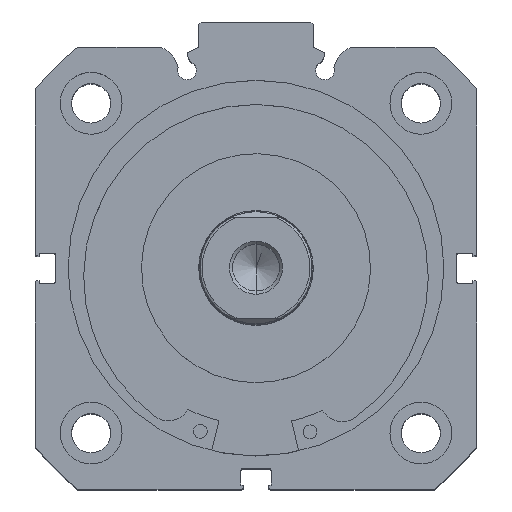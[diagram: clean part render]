
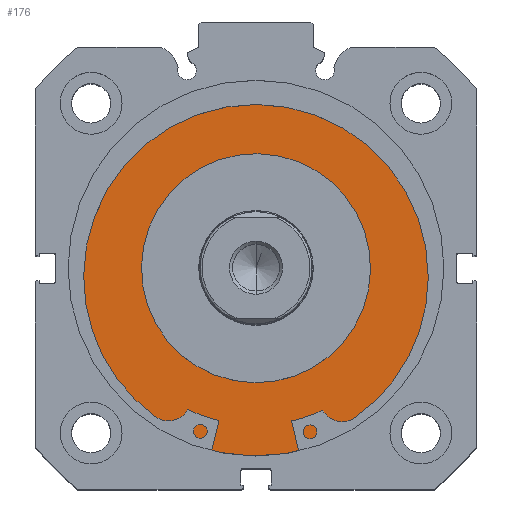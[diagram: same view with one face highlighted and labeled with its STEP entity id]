
A CAD part, top view. The second image highlights one B-rep face of the part: STEP entity #176.
In plain terms, the highlighted face is planar.
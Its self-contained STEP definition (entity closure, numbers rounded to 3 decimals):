
#5 = CARTESIAN_POINT ( 'NONE',  ( 4., 0., 0. ) ) ;
#16 = CARTESIAN_POINT ( 'NONE',  ( 4., 0., 0. ) ) ;
#64 = DIRECTION ( 'NONE',  ( 0., 0., 1. ) ) ;
#66 = DIRECTION ( 'NONE',  ( -1., 0., 0. ) ) ;
#70 = CARTESIAN_POINT ( 'NONE',  ( 4., 0., 0. ) ) ;
#95 = DIRECTION ( 'NONE',  ( 0., 0., 1. ) ) ;
#96 = DIRECTION ( 'NONE',  ( -1., 0., 0. ) ) ;
#99 = DIRECTION ( 'NONE',  ( 0., 0., 1. ) ) ;
#100 = DIRECTION ( 'NONE',  ( -1., 0., 0. ) ) ;
#176 = ADVANCED_FACE ( 'NONE', ( #1098, #1109 ), #4515, .F. ) ;
#230 = DIRECTION ( 'NONE',  ( 0., 0., 1. ) ) ;
#232 = DIRECTION ( 'NONE',  ( -1., 0., 0. ) ) ;
#233 = CARTESIAN_POINT ( 'NONE',  ( 4., 0., 0. ) ) ;
#765 = EDGE_LOOP ( 'NONE', ( #2499, #2716 ) ) ;
#770 = EDGE_LOOP ( 'NONE', ( #4892, #4928 ) ) ;
#1098 = FACE_BOUND ( 'NONE', #765, .T. ) ;
#1109 = FACE_OUTER_BOUND ( 'NONE', #770, .T. ) ;
#1466 = CIRCLE ( 'NONE', #3821, 41. ) ;
#1475 = CIRCLE ( 'NONE', #3824, 25. ) ;
#1485 = CIRCLE ( 'NONE', #3831, 25. ) ;
#1486 = CIRCLE ( 'NONE', #3832, 41. ) ;
#2499 = ORIENTED_EDGE ( 'NONE', *, *, #3203, .F. ) ;
#2716 = ORIENTED_EDGE ( 'NONE', *, *, #3211, .F. ) ;
#3197 = EDGE_CURVE ( 'NONE', #4096, #4124, #1466, .T. ) ;
#3203 = EDGE_CURVE ( 'NONE', #4420, #4421, #1475, .T. ) ;
#3211 = EDGE_CURVE ( 'NONE', #4421, #4420, #1485, .T. ) ;
#3212 = EDGE_CURVE ( 'NONE', #4124, #4096, #1486, .T. ) ;
#3682 = AXIS2_PLACEMENT_3D ( 'NONE', #4516, #4499, #4498 ) ;
#3821 = AXIS2_PLACEMENT_3D ( 'NONE', #233, #232, #230 ) ;
#3824 = AXIS2_PLACEMENT_3D ( 'NONE', #70, #66, #64 ) ;
#3831 = AXIS2_PLACEMENT_3D ( 'NONE', #16, #100, #99 ) ;
#3832 = AXIS2_PLACEMENT_3D ( 'NONE', #5, #96, #95 ) ;
#4096 = VERTEX_POINT ( 'NONE', #5971 ) ;
#4124 = VERTEX_POINT ( 'NONE', #5993 ) ;
#4420 = VERTEX_POINT ( 'NONE', #6167 ) ;
#4421 = VERTEX_POINT ( 'NONE', #6168 ) ;
#4498 = DIRECTION ( 'NONE',  ( 0., 0., -1. ) ) ;
#4499 = DIRECTION ( 'NONE',  ( 1., 0., 0. ) ) ;
#4515 = PLANE ( 'NONE',  #3682 ) ;
#4516 = CARTESIAN_POINT ( 'NONE',  ( 4., 41., 0. ) ) ;
#4892 = ORIENTED_EDGE ( 'NONE', *, *, #3197, .T. ) ;
#4928 = ORIENTED_EDGE ( 'NONE', *, *, #3212, .T. ) ;
#5971 = CARTESIAN_POINT ( 'NONE',  ( 4., 0., 41. ) ) ;
#5993 = CARTESIAN_POINT ( 'NONE',  ( 4., 0., -41. ) ) ;
#6167 = CARTESIAN_POINT ( 'NONE',  ( 4., 0., 25. ) ) ;
#6168 = CARTESIAN_POINT ( 'NONE',  ( 4., 0., -25. ) ) ;
